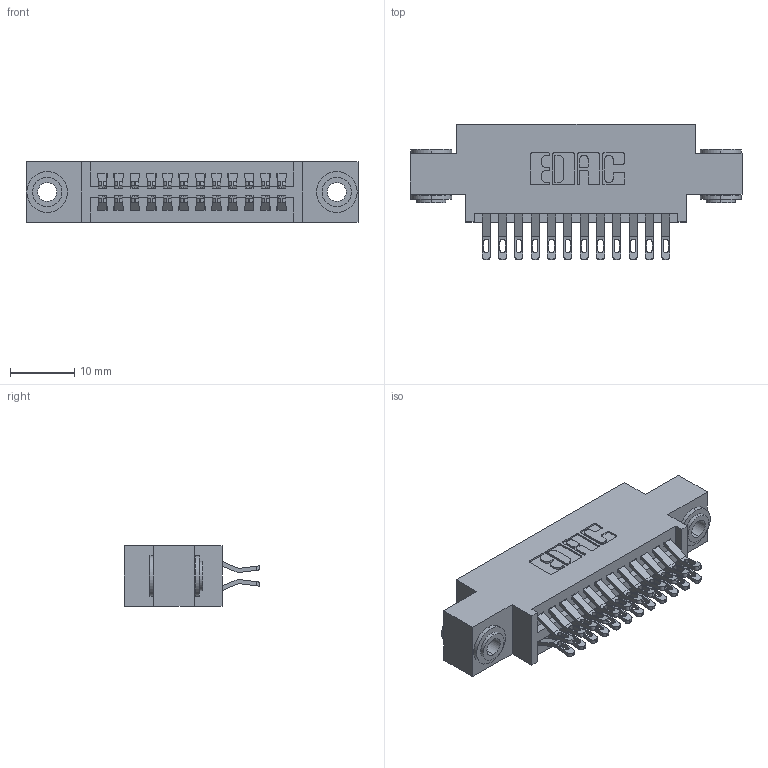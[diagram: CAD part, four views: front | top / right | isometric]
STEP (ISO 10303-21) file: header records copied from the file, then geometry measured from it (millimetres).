
FILE_DESCRIPTION (( 'STEP AP203' ), '1' );
FILE_NAME ('395-024-555-803.STEP', '2018-11-09T06:38:44', ( '' ), ( '' ), 'SwSTEP 2.0', 'SolidWorks 2016', '' );
FILE_SCHEMA (( 'CONFIG_CONTROL_DESIGN' ));
Length unit declared in the file: inch
Products named in the file (4): 345-292-001_555 Tail; 345 Part_0.170 Offset - 0.156 Dia-TH; 395-024-555-803; 345-250-002_345-250-002-102
Assembly tree (27 placements, depth 2):
  395-024-555-803
    345 Part_0.170 Offset - 0.156 Dia-TH
    345-292-001_555 Tail  x24
    345-250-002_345-250-002-102  x2
Bounding box: 51.69 x 21.13 x 9.4 mm (x, y, z)
Volume: 4718.3 mm3; surface area: 6983.9 mm2
Topology: 27 solids, 27 shells, 1512 faces, 4677 edges, 3114 vertices
Faces by surface type: plane 838, cylinder 666, cone 8
Entity records: 14562 total; most frequent: CARTESIAN_POINT 2481, ORIENTED_EDGE 2378, DIRECTION 2223, EDGE_CURVE 1189, LINE 965, VECTOR 965, VERTEX_POINT 790, AXIS2_PLACEMENT_3D 629
